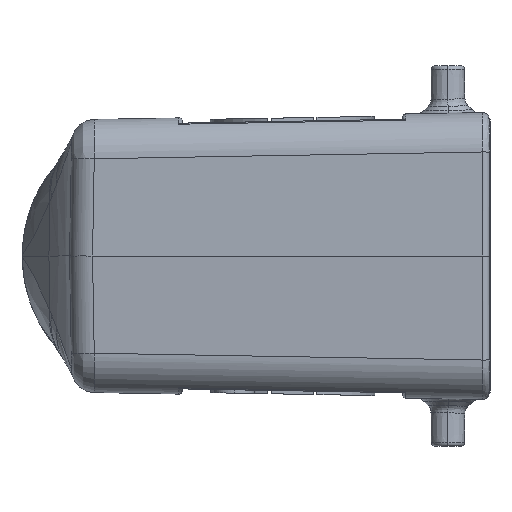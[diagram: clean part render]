
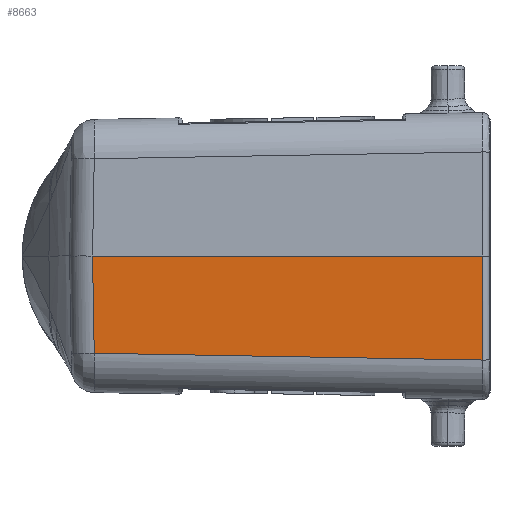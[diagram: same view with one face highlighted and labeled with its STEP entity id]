
A CAD part, left-side view. The second image highlights one B-rep face of the part: STEP entity #8663.
In plain terms, the highlighted planar face has unit normal (-1, 0.018, -0.017).
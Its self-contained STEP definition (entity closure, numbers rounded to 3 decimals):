
#146=DIRECTION('',(-0.017,0.017,1.));
#147=VECTOR('',#146,14.577);
#148=CARTESIAN_POINT('',(-45.462,129.207,-14.572));
#149=LINE('',#148,#147);
#159=DIRECTION('',(0.017,0.,-1.));
#160=VECTOR('',#159,15.59);
#161=CARTESIAN_POINT('',(-46.732,71.017,
0.));
#162=LINE('',#161,#160);
#163=DIRECTION('',(0.017,1.,0.));
#164=VECTOR('',#163,58.453);
#165=CARTESIAN_POINT('',(-46.732,71.017,
0.));
#166=LINE('',#165,#164);
#3484=CARTESIAN_POINT('',(-45.462,129.207,
-14.572));
#3499=DIRECTION('',(-0.017,-1.,-0.017));
#3500=VECTOR('',#3499,58.207);
#3501=CARTESIAN_POINT('',(-45.462,129.207,
-14.572));
#3502=LINE('',#3501,#3500);
#3503=CARTESIAN_POINT('',(-46.46,71.017,
-15.588));
#7235=VERTEX_POINT('',#3484);
#7236=CARTESIAN_POINT('',(-45.712,129.462,
0.));
#7237=VERTEX_POINT('',#7236);
#7330=CARTESIAN_POINT('',(-46.732,71.017,
0.));
#7331=VERTEX_POINT('',#7330);
#7337=VERTEX_POINT('',#3503);
#8649=CARTESIAN_POINT('',(-46.792,70.,2.412));
#8650=DIRECTION('',(-1.,0.017,-0.017));
#8651=DIRECTION('',(-0.017,0.,1.));
#8652=AXIS2_PLACEMENT_3D('',#8649,#8650,#8651);
#8653=PLANE('',#8652);
#8655=ORIENTED_EDGE('',*,*,#8654,.T.);
#8657=ORIENTED_EDGE('',*,*,#8656,.F.);
#8658=ORIENTED_EDGE('',*,*,#8639,.T.);
#8660=ORIENTED_EDGE('',*,*,#8659,.F.);
#8661=EDGE_LOOP('',(#8655,#8657,#8658,#8660));
#8662=FACE_OUTER_BOUND('',#8661,.F.);
#8639=EDGE_CURVE('',#7235,#7237,#149,.T.);
#8654=EDGE_CURVE('',#7331,#7337,#162,.T.);
#8656=EDGE_CURVE('',#7235,#7337,#3502,.T.);
#8659=EDGE_CURVE('',#7331,#7237,#166,.T.);
#8663=ADVANCED_FACE('',(#8662),#8653,.T.);
